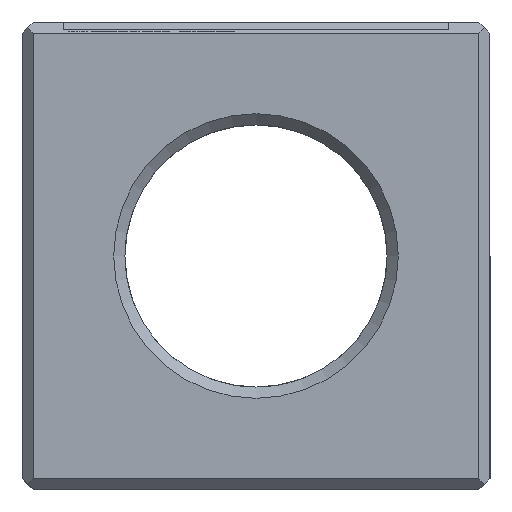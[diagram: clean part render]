
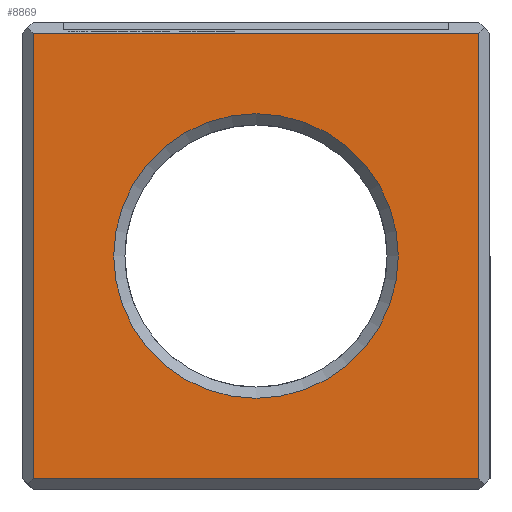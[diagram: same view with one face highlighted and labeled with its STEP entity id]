
A CAD part, left-side view. The second image highlights one B-rep face of the part: STEP entity #8869.
In plain terms, the highlighted planar face has unit normal (-1, 0, 0).
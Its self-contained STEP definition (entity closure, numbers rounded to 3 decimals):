
#72 = PLANE('',#73);
#73 = AXIS2_PLACEMENT_3D('',#74,#75,#76);
#74 = CARTESIAN_POINT('',(0.,0.,0.3));
#75 = DIRECTION('',(-0.707,0.,-0.707)
  );
#76 = DIRECTION('',(0.707,0.,-0.707));
#1937 = PLANE('',#1938);
#1938 = AXIS2_PLACEMENT_3D('',#1939,#1940,#1941);
#1939 = CARTESIAN_POINT('',(0.3,12.5,0.));
#1940 = DIRECTION('',(0.707,-0.707,0.));
#1941 = DIRECTION('',(-0.707,-0.707,0.));
#2168 = PLANE('',#2169);
#2169 = AXIS2_PLACEMENT_3D('',#2170,#2171,#2172);
#2170 = CARTESIAN_POINT('',(0.3,0.,0.));
#2171 = DIRECTION('',(-0.707,-0.707,0.));
#2172 = DIRECTION('',(-0.707,0.707,0.));
#2236 = VERTEX_POINT('',#2237);
#2237 = CARTESIAN_POINT('',(0.,0.3,0.3));
#2258 = EDGE_CURVE('',#2236,#2259,#2261,.T.);
#2259 = VERTEX_POINT('',#2260);
#2260 = CARTESIAN_POINT('',(0.,12.2,0.3));
#2261 = SURFACE_CURVE('',#2262,(#2266,#2273),.PCURVE_S1.);
#2262 = LINE('',#2263,#2264);
#2263 = CARTESIAN_POINT('',(0.,0.,0.3));
#2264 = VECTOR('',#2265,1.);
#2265 = DIRECTION('',(0.,1.,0.));
#2266 = PCURVE('',#72,#2267);
#2267 = DEFINITIONAL_REPRESENTATION('',(#2268),#2272);
#2268 = LINE('',#2269,#2270);
#2269 = CARTESIAN_POINT('',(0.,0.));
#2270 = VECTOR('',#2271,1.);
#2271 = DIRECTION('',(0.,-1.));
#2272 = ( GEOMETRIC_REPRESENTATION_CONTEXT(2) 
PARAMETRIC_REPRESENTATION_CONTEXT() REPRESENTATION_CONTEXT('2D SPACE',''
  ) );
#2273 = PCURVE('',#2274,#2279);
#2274 = PLANE('',#2275);
#2275 = AXIS2_PLACEMENT_3D('',#2276,#2277,#2278);
#2276 = CARTESIAN_POINT('',(0.,12.5,0.));
#2277 = DIRECTION('',(1.,0.,0.));
#2278 = DIRECTION('',(0.,-1.,0.));
#2279 = DEFINITIONAL_REPRESENTATION('',(#2280),#2284);
#2280 = LINE('',#2281,#2282);
#2281 = CARTESIAN_POINT('',(12.5,-0.3));
#2282 = VECTOR('',#2283,1.);
#2283 = DIRECTION('',(-1.,0.));
#2284 = ( GEOMETRIC_REPRESENTATION_CONTEXT(2) 
PARAMETRIC_REPRESENTATION_CONTEXT() REPRESENTATION_CONTEXT('2D SPACE',''
  ) );
#6791 = VERTEX_POINT('',#6792);
#6792 = CARTESIAN_POINT('',(0.,12.2,12.2));
#6806 = PLANE('',#6807);
#6807 = AXIS2_PLACEMENT_3D('',#6808,#6809,#6810);
#6808 = CARTESIAN_POINT('',(0.3,0.,12.5));
#6809 = DIRECTION('',(-0.707,0.,0.707
    ));
#6810 = DIRECTION('',(-0.707,0.,-0.707
    ));
#6818 = EDGE_CURVE('',#2259,#6791,#6819,.T.);
#6819 = SURFACE_CURVE('',#6820,(#6824,#6831),.PCURVE_S1.);
#6820 = LINE('',#6821,#6822);
#6821 = CARTESIAN_POINT('',(0.,12.2,0.));
#6822 = VECTOR('',#6823,1.);
#6823 = DIRECTION('',(0.,0.,1.));
#6824 = PCURVE('',#1937,#6825);
#6825 = DEFINITIONAL_REPRESENTATION('',(#6826),#6830);
#6826 = LINE('',#6827,#6828);
#6827 = CARTESIAN_POINT('',(0.424,-0.));
#6828 = VECTOR('',#6829,1.);
#6829 = DIRECTION('',(0.,-1.));
#6830 = ( GEOMETRIC_REPRESENTATION_CONTEXT(2) 
PARAMETRIC_REPRESENTATION_CONTEXT() REPRESENTATION_CONTEXT('2D SPACE',''
  ) );
#6831 = PCURVE('',#2274,#6832);
#6832 = DEFINITIONAL_REPRESENTATION('',(#6833),#6837);
#6833 = LINE('',#6834,#6835);
#6834 = CARTESIAN_POINT('',(0.3,0.));
#6835 = VECTOR('',#6836,1.);
#6836 = DIRECTION('',(0.,-1.));
#6837 = ( GEOMETRIC_REPRESENTATION_CONTEXT(2) 
PARAMETRIC_REPRESENTATION_CONTEXT() REPRESENTATION_CONTEXT('2D SPACE',''
  ) );
#8826 = VERTEX_POINT('',#8827);
#8827 = CARTESIAN_POINT('',(0.,0.3,12.2));
#8848 = EDGE_CURVE('',#2236,#8826,#8849,.T.);
#8849 = SURFACE_CURVE('',#8850,(#8854,#8861),.PCURVE_S1.);
#8850 = LINE('',#8851,#8852);
#8851 = CARTESIAN_POINT('',(0.,0.3,0.));
#8852 = VECTOR('',#8853,1.);
#8853 = DIRECTION('',(0.,0.,1.));
#8854 = PCURVE('',#2168,#8855);
#8855 = DEFINITIONAL_REPRESENTATION('',(#8856),#8860);
#8856 = LINE('',#8857,#8858);
#8857 = CARTESIAN_POINT('',(0.424,0.));
#8858 = VECTOR('',#8859,1.);
#8859 = DIRECTION('',(0.,-1.));
#8860 = ( GEOMETRIC_REPRESENTATION_CONTEXT(2) 
PARAMETRIC_REPRESENTATION_CONTEXT() REPRESENTATION_CONTEXT('2D SPACE',''
  ) );
#8861 = PCURVE('',#2274,#8862);
#8862 = DEFINITIONAL_REPRESENTATION('',(#8863),#8867);
#8863 = LINE('',#8864,#8865);
#8864 = CARTESIAN_POINT('',(12.2,0.));
#8865 = VECTOR('',#8866,1.);
#8866 = DIRECTION('',(0.,-1.));
#8867 = ( GEOMETRIC_REPRESENTATION_CONTEXT(2) 
PARAMETRIC_REPRESENTATION_CONTEXT() REPRESENTATION_CONTEXT('2D SPACE',''
  ) );
#8869 = ADVANCED_FACE('',(#8870,#8896),#2274,.F.);
#8870 = FACE_BOUND('',#8871,.F.);
#8871 = EDGE_LOOP('',(#8872,#8873,#8874,#8875));
#8872 = ORIENTED_EDGE('',*,*,#8848,.F.);
#8873 = ORIENTED_EDGE('',*,*,#2258,.T.);
#8874 = ORIENTED_EDGE('',*,*,#6818,.T.);
#8875 = ORIENTED_EDGE('',*,*,#8876,.F.);
#8876 = EDGE_CURVE('',#8826,#6791,#8877,.T.);
#8877 = SURFACE_CURVE('',#8878,(#8882,#8889),.PCURVE_S1.);
#8878 = LINE('',#8879,#8880);
#8879 = CARTESIAN_POINT('',(0.,0.,12.2));
#8880 = VECTOR('',#8881,1.);
#8881 = DIRECTION('',(0.,1.,0.));
#8882 = PCURVE('',#2274,#8883);
#8883 = DEFINITIONAL_REPRESENTATION('',(#8884),#8888);
#8884 = LINE('',#8885,#8886);
#8885 = CARTESIAN_POINT('',(12.5,-12.2));
#8886 = VECTOR('',#8887,1.);
#8887 = DIRECTION('',(-1.,0.));
#8888 = ( GEOMETRIC_REPRESENTATION_CONTEXT(2) 
PARAMETRIC_REPRESENTATION_CONTEXT() REPRESENTATION_CONTEXT('2D SPACE',''
  ) );
#8889 = PCURVE('',#6806,#8890);
#8890 = DEFINITIONAL_REPRESENTATION('',(#8891),#8895);
#8891 = LINE('',#8892,#8893);
#8892 = CARTESIAN_POINT('',(0.424,0.));
#8893 = VECTOR('',#8894,1.);
#8894 = DIRECTION('',(0.,-1.));
#8895 = ( GEOMETRIC_REPRESENTATION_CONTEXT(2) 
PARAMETRIC_REPRESENTATION_CONTEXT() REPRESENTATION_CONTEXT('2D SPACE',''
  ) );
#8896 = FACE_BOUND('',#8897,.F.);
#8897 = EDGE_LOOP('',(#8898));
#8898 = ORIENTED_EDGE('',*,*,#8899,.T.);
#8899 = EDGE_CURVE('',#8900,#8900,#8902,.T.);
#8900 = VERTEX_POINT('',#8901);
#8901 = CARTESIAN_POINT('',(0.,2.45,6.25));
#8902 = SURFACE_CURVE('',#8903,(#8908,#8919),.PCURVE_S1.);
#8903 = CIRCLE('',#8904,3.8);
#8904 = AXIS2_PLACEMENT_3D('',#8905,#8906,#8907);
#8905 = CARTESIAN_POINT('',(0.,6.25,6.25));
#8906 = DIRECTION('',(-1.,0.,0.));
#8907 = DIRECTION('',(0.,-1.,0.));
#8908 = PCURVE('',#2274,#8909);
#8909 = DEFINITIONAL_REPRESENTATION('',(#8910),#8918);
#8910 = ( BOUNDED_CURVE() B_SPLINE_CURVE(2,(#8911,#8912,#8913,#8914,
#8915,#8916,#8917),.UNSPECIFIED.,.T.,.F.) B_SPLINE_CURVE_WITH_KNOTS((1,2
    ,2,2,2,1),(-2.094,0.,2.094,4.189,
6.283,8.378),.UNSPECIFIED.) CURVE() 
GEOMETRIC_REPRESENTATION_ITEM() RATIONAL_B_SPLINE_CURVE((1.,0.5,1.,0.5,
1.,0.5,1.)) REPRESENTATION_ITEM('') );
#8911 = CARTESIAN_POINT('',(10.05,-6.25));
#8912 = CARTESIAN_POINT('',(10.05,-12.832));
#8913 = CARTESIAN_POINT('',(4.35,-9.541));
#8914 = CARTESIAN_POINT('',(-1.35,-6.25));
#8915 = CARTESIAN_POINT('',(4.35,-2.959));
#8916 = CARTESIAN_POINT('',(10.05,0.332));
#8917 = CARTESIAN_POINT('',(10.05,-6.25));
#8918 = ( GEOMETRIC_REPRESENTATION_CONTEXT(2) 
PARAMETRIC_REPRESENTATION_CONTEXT() REPRESENTATION_CONTEXT('2D SPACE',''
  ) );
#8919 = PCURVE('',#8920,#8925);
#8920 = CONICAL_SURFACE('',#8921,3.5,0.785);
#8921 = AXIS2_PLACEMENT_3D('',#8922,#8923,#8924);
#8922 = CARTESIAN_POINT('',(0.3,6.25,6.25));
#8923 = DIRECTION('',(-1.,-0.,-0.));
#8924 = DIRECTION('',(0.,-1.,0.));
#8925 = DEFINITIONAL_REPRESENTATION('',(#8926),#8930);
#8926 = LINE('',#8927,#8928);
#8927 = CARTESIAN_POINT('',(-0.,0.3));
#8928 = VECTOR('',#8929,1.);
#8929 = DIRECTION('',(1.,-0.));
#8930 = ( GEOMETRIC_REPRESENTATION_CONTEXT(2) 
PARAMETRIC_REPRESENTATION_CONTEXT() REPRESENTATION_CONTEXT('2D SPACE',''
  ) );
